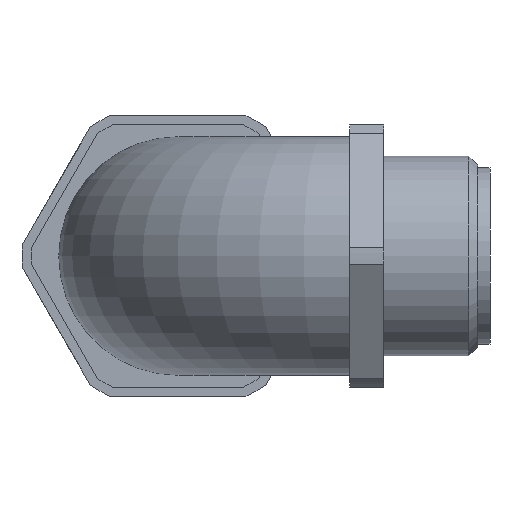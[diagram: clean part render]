
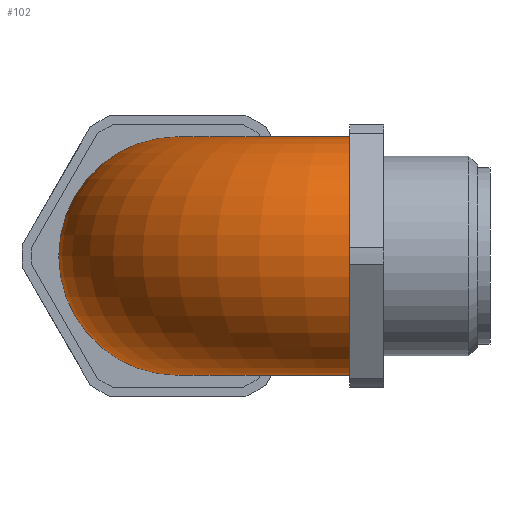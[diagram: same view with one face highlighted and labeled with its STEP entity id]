
A CAD part, left-side view. The second image highlights one B-rep face of the part: STEP entity #102.
In plain terms, the highlighted toroidal (fillet/blend) face has major radius 27.5 mm and minor radius 19.1 mm.
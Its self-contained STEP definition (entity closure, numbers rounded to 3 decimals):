
#102 = ADVANCED_FACE( '', ( #200, #201 ), #202, .T. );
#200 = FACE_OUTER_BOUND( '', #344, .T. );
#201 = FACE_OUTER_BOUND( '', #345, .T. );
#202 = TOROIDAL_SURFACE( '', #346, 27.5, 19.1 );
#344 = EDGE_LOOP( '', ( #616 ) );
#345 = EDGE_LOOP( '', ( #617 ) );
#346 = AXIS2_PLACEMENT_3D( '', #618, #619, #620 );
#616 = ORIENTED_EDGE( '', *, *, #965, .T. );
#617 = ORIENTED_EDGE( '', *, *, #966, .F. );
#618 = CARTESIAN_POINT( '', ( 0., 0., 0. ) );
#619 = DIRECTION( '', ( 0., 0., -1. ) );
#620 = DIRECTION( '', ( -1., 0., 0. ) );
#965 = EDGE_CURVE( '', #1162, #1162, #1163, .T. );
#966 = EDGE_CURVE( '', #1164, #1164, #1165, .T. );
#1162 = VERTEX_POINT( '', #1637 );
#1163 = CIRCLE( '', #1638, 19.1 );
#1164 = VERTEX_POINT( '', #1639 );
#1165 = CIRCLE( '', #1640, 19.1 );
#1637 = CARTESIAN_POINT( '', ( -8.4, 0., 0. ) );
#1638 = AXIS2_PLACEMENT_3D( '', #1886, #1887, #1888 );
#1639 = CARTESIAN_POINT( '', ( 0., 8.4, 0. ) );
#1640 = AXIS2_PLACEMENT_3D( '', #1889, #1890, #1891 );
#1886 = CARTESIAN_POINT( '', ( -27.5, 0., 0. ) );
#1887 = DIRECTION( '', ( 0., 1., 0. ) );
#1888 = DIRECTION( '', ( 1., 0., 0. ) );
#1889 = CARTESIAN_POINT( '', ( 0., 27.5, 0. ) );
#1890 = DIRECTION( '', ( 1., 0., 0. ) );
#1891 = DIRECTION( '', ( 0., -1., 0. ) );
